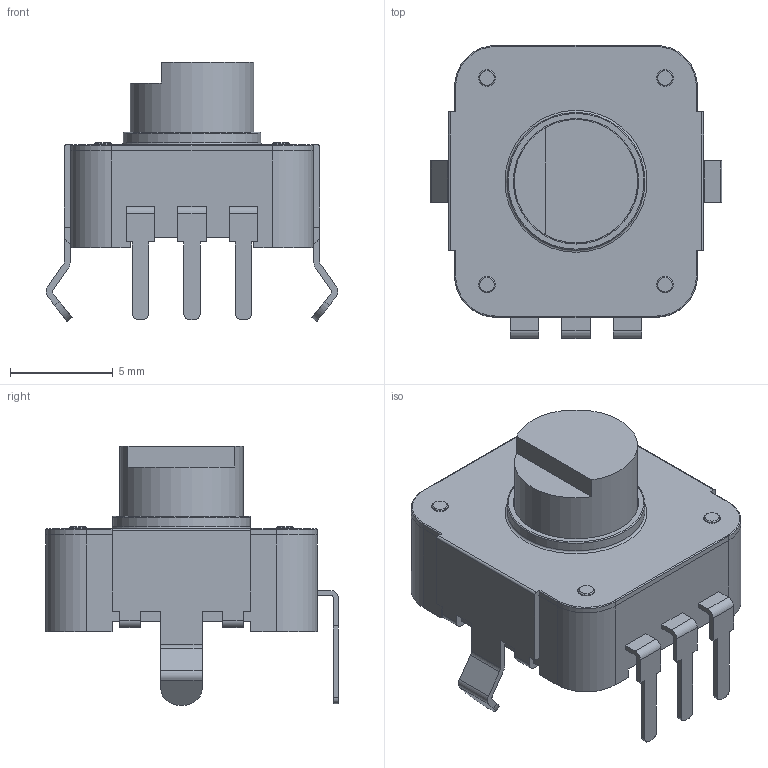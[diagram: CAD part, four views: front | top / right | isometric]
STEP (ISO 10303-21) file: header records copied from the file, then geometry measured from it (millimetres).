
FILE_DESCRIPTION(/* description */ (''),/* implementation_level */ '2;1');
FILE_NAME(/* name */ 'EC12 Encoder short.step',/* time_stamp */ '2024-03-18T23:17:46+01:00',/* author */ (''),/* organization */ (''),/* preprocessor_version */ 'ST-DEVELOPER v20',/* originating_system */ 'Autodesk Translation Framework v12.20.1.177',/* authorisation */ '');
FILE_SCHEMA (('AUTOMOTIVE_DESIGN { 1 0 10303 214 3 1 1 }'));
Length unit declared in the file: millimetre
Products named in the file (1): EC12 Encoder 10mm 3pin
Bounding box: 14.18 x 14.22 x 12.59 mm (x, y, z)
Volume: 830.9 mm3; surface area: 1157.2 mm2
Topology: 5 solids, 5 shells, 221 faces, 590 edges, 389 vertices
Faces by surface type: plane 146, cylinder 65, torus 6, cone 4
Full cylindrical faces by diameter (mm): 0.8 x8, 5 x1, 5.5 x1, 6 x1, 6.1 x1, 6.7 x1, 7 x1, 8 x1
Entity records: 6932 total; most frequent: CARTESIAN_POINT 1201, DIRECTION 1183, ORIENTED_EDGE 1180, EDGE_CURVE 590, LINE 441, VECTOR 441, VERTEX_POINT 389, AXIS2_PLACEMENT_3D 371
